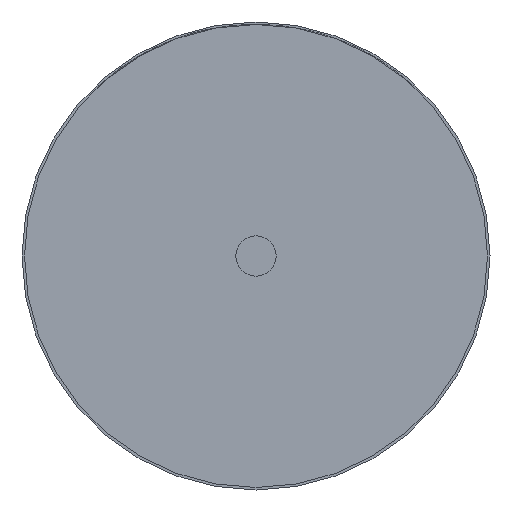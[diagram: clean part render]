
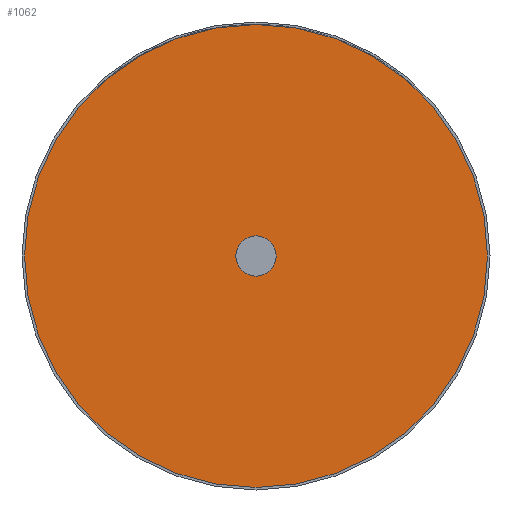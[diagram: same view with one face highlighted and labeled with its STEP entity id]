
A CAD part, front view. The second image highlights one B-rep face of the part: STEP entity #1062.
In plain terms, the highlighted planar face has unit normal (0, -1, 0).
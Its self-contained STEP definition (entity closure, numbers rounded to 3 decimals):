
#20 = CARTESIAN_POINT ( 'NONE',  ( 0., 0., 0. ) ) ;
#42 = CIRCLE ( 'NONE', #3541, 69. ) ;
#53 = DIRECTION ( 'NONE',  ( 0., 0., 1. ) ) ;
#60 = AXIS2_PLACEMENT_3D ( 'NONE', #793, #2154, #3169 ) ;
#91 = ORIENTED_EDGE ( 'NONE', *, *, #2277, .F. ) ;
#123 = CIRCLE ( 'NONE', #508, 6. ) ;
#188 = CARTESIAN_POINT ( 'NONE',  ( 0., 0., 69. ) ) ;
#250 = CARTESIAN_POINT ( 'NONE',  ( 0., 0., -6. ) ) ;
#360 = EDGE_CURVE ( 'NONE', #2543, #3624, #123, .T. ) ;
#383 = DIRECTION ( 'NONE',  ( 0., 1., 0. ) ) ;
#430 = DIRECTION ( 'NONE',  ( 0., -1., 0. ) ) ;
#483 = CIRCLE ( 'NONE', #60, 6. ) ;
#508 = AXIS2_PLACEMENT_3D ( 'NONE', #1771, #430, #4135 ) ;
#645 = PLANE ( 'NONE',  #3108 ) ;
#680 = AXIS2_PLACEMENT_3D ( 'NONE', #1386, #1070, #53 ) ;
#793 = CARTESIAN_POINT ( 'NONE',  ( 0., 0., 0. ) ) ;
#883 = ORIENTED_EDGE ( 'NONE', *, *, #360, .F. ) ;
#1055 = DIRECTION ( 'NONE',  ( 0., 0., 1. ) ) ;
#1062 = ADVANCED_FACE ( 'NONE', ( #1963, #1860 ), #645, .F. ) ;
#1068 = CIRCLE ( 'NONE', #680, 69. ) ;
#1070 = DIRECTION ( 'NONE',  ( 0., 1., 0. ) ) ;
#1211 = EDGE_LOOP ( 'NONE', ( #3011, #883 ) ) ;
#1351 = DIRECTION ( 'NONE',  ( 0., 1., 0. ) ) ;
#1386 = CARTESIAN_POINT ( 'NONE',  ( 0., 0., 0. ) ) ;
#1448 = CARTESIAN_POINT ( 'NONE',  ( 0., 0., 0. ) ) ;
#1506 = VERTEX_POINT ( 'NONE', #188 ) ;
#1771 = CARTESIAN_POINT ( 'NONE',  ( 0., 0., 0. ) ) ;
#1813 = EDGE_CURVE ( 'NONE', #3624, #2543, #483, .T. ) ;
#1860 = FACE_BOUND ( 'NONE', #1211, .T. ) ;
#1963 = FACE_OUTER_BOUND ( 'NONE', #3126, .T. ) ;
#2154 = DIRECTION ( 'NONE',  ( 0., -1., 0. ) ) ;
#2277 = EDGE_CURVE ( 'NONE', #1506, #2937, #42, .T. ) ;
#2543 = VERTEX_POINT ( 'NONE', #250 ) ;
#2937 = VERTEX_POINT ( 'NONE', #4233 ) ;
#3011 = ORIENTED_EDGE ( 'NONE', *, *, #1813, .F. ) ;
#3108 = AXIS2_PLACEMENT_3D ( 'NONE', #20, #1351, #3717 ) ;
#3126 = EDGE_LOOP ( 'NONE', ( #3526, #91 ) ) ;
#3169 = DIRECTION ( 'NONE',  ( 0., 0., 1. ) ) ;
#3526 = ORIENTED_EDGE ( 'NONE', *, *, #4416, .F. ) ;
#3541 = AXIS2_PLACEMENT_3D ( 'NONE', #1448, #383, #1055 ) ;
#3624 = VERTEX_POINT ( 'NONE', #3803 ) ;
#3717 = DIRECTION ( 'NONE',  ( 0., 0., 1. ) ) ;
#3803 = CARTESIAN_POINT ( 'NONE',  ( 0., 0., 6. ) ) ;
#4135 = DIRECTION ( 'NONE',  ( 0., 0., 1. ) ) ;
#4233 = CARTESIAN_POINT ( 'NONE',  ( 0., 0., -69. ) ) ;
#4416 = EDGE_CURVE ( 'NONE', #2937, #1506, #1068, .T. ) ;
